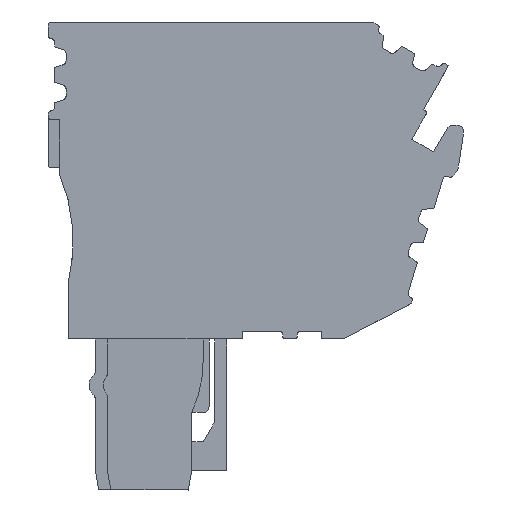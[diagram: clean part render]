
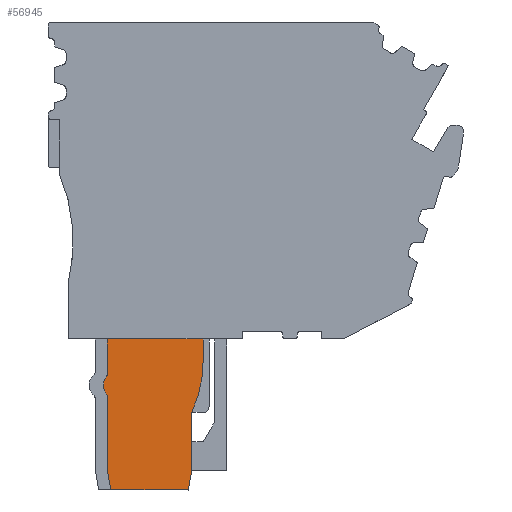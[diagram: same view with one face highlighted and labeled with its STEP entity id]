
A CAD part, left-side view. The second image highlights one B-rep face of the part: STEP entity #56945.
In plain terms, the highlighted planar face has unit normal (-1, 0, 0).
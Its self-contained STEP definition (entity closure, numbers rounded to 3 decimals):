
#56853=AXIS2_PLACEMENT_3D('Circle Axis2P3D',#56851,#56852,$) ;
#56868=AXIS2_PLACEMENT_3D('Plane Axis2P3D',#56865,#56866,#56867) ;
#56907=AXIS2_PLACEMENT_3D('Circle Axis2P3D',#56905,#56906,$) ;
#56914=AXIS2_PLACEMENT_3D('Circle Axis2P3D',#56912,#56913,$) ;
#56921=AXIS2_PLACEMENT_3D('Circle Axis2P3D',#56919,#56920,$) ;
#56643=CARTESIAN_POINT('Vertex',(0.7,23.683,1.701)) ;
#56687=CARTESIAN_POINT('Vertex',(0.7,23.683,6.755)) ;
#56690=CARTESIAN_POINT('Line Origine',(0.7,23.683,4.228)) ;
#56808=CARTESIAN_POINT('Vertex',(0.7,22.683,13.15)) ;
#56813=CARTESIAN_POINT('Line Origine',(0.7,22.683,12.244)) ;
#56817=CARTESIAN_POINT('Vertex',(0.7,22.683,11.337)) ;
#56851=CARTESIAN_POINT('Axis2P3D Location',(0.7,33.683,11.337)) ;
#56865=CARTESIAN_POINT('Axis2P3D Location',(0.7,27.733,-0.25)) ;
#56870=CARTESIAN_POINT('Line Origine',(0.7,30.886,0.833)) ;
#56874=CARTESIAN_POINT('Vertex',(0.7,30.739,0.)) ;
#56876=CARTESIAN_POINT('Vertex',(0.7,31.033,1.666)) ;
#56879=CARTESIAN_POINT('Line Origine',(0.7,27.361,0.)) ;
#56883=CARTESIAN_POINT('Vertex',(0.7,23.983,0.)) ;
#56886=CARTESIAN_POINT('Line Origine',(0.7,23.833,0.851)) ;
#56891=CARTESIAN_POINT('Line Origine',(0.7,26.858,13.15)) ;
#56895=CARTESIAN_POINT('Vertex',(0.7,31.033,13.15)) ;
#56898=CARTESIAN_POINT('Line Origine',(0.7,31.033,11.619)) ;
#56902=CARTESIAN_POINT('Vertex',(0.7,31.033,10.088)) ;
#56905=CARTESIAN_POINT('Axis2P3D Location',(0.7,31.333,10.088)) ;
#56909=CARTESIAN_POINT('Vertex',(0.7,31.103,9.895)) ;
#56912=CARTESIAN_POINT('Axis2P3D Location',(0.7,30.183,9.125)) ;
#56916=CARTESIAN_POINT('Vertex',(0.7,31.103,8.355)) ;
#56919=CARTESIAN_POINT('Axis2P3D Location',(0.7,31.333,8.162)) ;
#56923=CARTESIAN_POINT('Vertex',(0.7,31.033,8.162)) ;
#56926=CARTESIAN_POINT('Line Origine',(0.7,31.033,4.914)) ;
#56691=DIRECTION('Vector Direction',(0.,0.,1.)) ;
#56814=DIRECTION('Vector Direction',(0.,0.,-1.)) ;
#56852=DIRECTION('Axis2P3D Direction',(-1.,0.,0.)) ;
#56866=DIRECTION('Axis2P3D Direction',(-1.,0.,0.)) ;
#56867=DIRECTION('Axis2P3D XDirection',(0.,1.,0.)) ;
#56871=DIRECTION('Vector Direction',(0.,0.174,0.985)) ;
#56880=DIRECTION('Vector Direction',(0.,-1.,0.)) ;
#56887=DIRECTION('Vector Direction',(0.,0.174,-0.985)) ;
#56892=DIRECTION('Vector Direction',(0.,-1.,0.)) ;
#56899=DIRECTION('Vector Direction',(0.,0.,-1.)) ;
#56906=DIRECTION('Axis2P3D Direction',(-1.,0.,0.)) ;
#56913=DIRECTION('Axis2P3D Direction',(-1.,0.,0.)) ;
#56920=DIRECTION('Axis2P3D Direction',(-1.,0.,0.)) ;
#56927=DIRECTION('Vector Direction',(0.,0.,-1.)) ;
#56692=VECTOR('Line Direction',#56691,1.) ;
#56815=VECTOR('Line Direction',#56814,1.) ;
#56872=VECTOR('Line Direction',#56871,1.) ;
#56881=VECTOR('Line Direction',#56880,1.) ;
#56888=VECTOR('Line Direction',#56887,1.) ;
#56893=VECTOR('Line Direction',#56892,1.) ;
#56900=VECTOR('Line Direction',#56899,1.) ;
#56928=VECTOR('Line Direction',#56927,1.) ;
#56932=ORIENTED_EDGE('',*,*,#56878,.F.) ;
#56933=ORIENTED_EDGE('',*,*,#56885,.T.) ;
#56934=ORIENTED_EDGE('',*,*,#56890,.F.) ;
#56935=ORIENTED_EDGE('',*,*,#56694,.T.) ;
#56936=ORIENTED_EDGE('',*,*,#56855,.T.) ;
#56937=ORIENTED_EDGE('',*,*,#56819,.F.) ;
#56938=ORIENTED_EDGE('',*,*,#56897,.F.) ;
#56939=ORIENTED_EDGE('',*,*,#56904,.T.) ;
#56940=ORIENTED_EDGE('',*,*,#56911,.T.) ;
#56941=ORIENTED_EDGE('',*,*,#56918,.F.) ;
#56942=ORIENTED_EDGE('',*,*,#56925,.T.) ;
#56943=ORIENTED_EDGE('',*,*,#56930,.T.) ;
#56945=ADVANCED_FACE('STGH ZP2.5/2AN/QV (Startscheibe WeiCos 2.5).1\\Ergebnis von  Ergebnis von  K\X2\00F6\X0\rper.30 Grundkoerper 2AN QV WeiCos 2.5mm\X2\00B2\X0\',(#56944),#56869,.T.) ;
#56854=CIRCLE('generated circle',#56853,11.) ;
#56908=CIRCLE('generated circle',#56907,0.3) ;
#56915=CIRCLE('generated circle',#56914,1.2) ;
#56922=CIRCLE('generated circle',#56921,0.3) ;
#56694=EDGE_CURVE('',#56644,#56688,#56693,.T.) ;
#56819=EDGE_CURVE('',#56809,#56818,#56816,.T.) ;
#56855=EDGE_CURVE('',#56688,#56818,#56854,.T.) ;
#56878=EDGE_CURVE('',#56875,#56877,#56873,.T.) ;
#56885=EDGE_CURVE('',#56875,#56884,#56882,.T.) ;
#56890=EDGE_CURVE('',#56644,#56884,#56889,.T.) ;
#56897=EDGE_CURVE('',#56896,#56809,#56894,.T.) ;
#56904=EDGE_CURVE('',#56896,#56903,#56901,.T.) ;
#56911=EDGE_CURVE('',#56903,#56910,#56908,.F.) ;
#56918=EDGE_CURVE('',#56917,#56910,#56915,.F.) ;
#56925=EDGE_CURVE('',#56917,#56924,#56922,.F.) ;
#56930=EDGE_CURVE('',#56924,#56877,#56929,.T.) ;
#56931=EDGE_LOOP('',(#56932,#56933,#56934,#56935,#56936,#56937,#56938,#56939,#56940,#56941,#56942,#56943)) ;
#56944=FACE_OUTER_BOUND('',#56931,.T.) ;
#56693=LINE('Line',#56690,#56692) ;
#56816=LINE('Line',#56813,#56815) ;
#56873=LINE('Line',#56870,#56872) ;
#56882=LINE('Line',#56879,#56881) ;
#56889=LINE('Line',#56886,#56888) ;
#56894=LINE('Line',#56891,#56893) ;
#56901=LINE('Line',#56898,#56900) ;
#56929=LINE('Line',#56926,#56928) ;
#56869=PLANE('',#56868) ;
#56644=VERTEX_POINT('',#56643) ;
#56688=VERTEX_POINT('',#56687) ;
#56809=VERTEX_POINT('',#56808) ;
#56818=VERTEX_POINT('',#56817) ;
#56875=VERTEX_POINT('',#56874) ;
#56877=VERTEX_POINT('',#56876) ;
#56884=VERTEX_POINT('',#56883) ;
#56896=VERTEX_POINT('',#56895) ;
#56903=VERTEX_POINT('',#56902) ;
#56910=VERTEX_POINT('',#56909) ;
#56917=VERTEX_POINT('',#56916) ;
#56924=VERTEX_POINT('',#56923) ;
